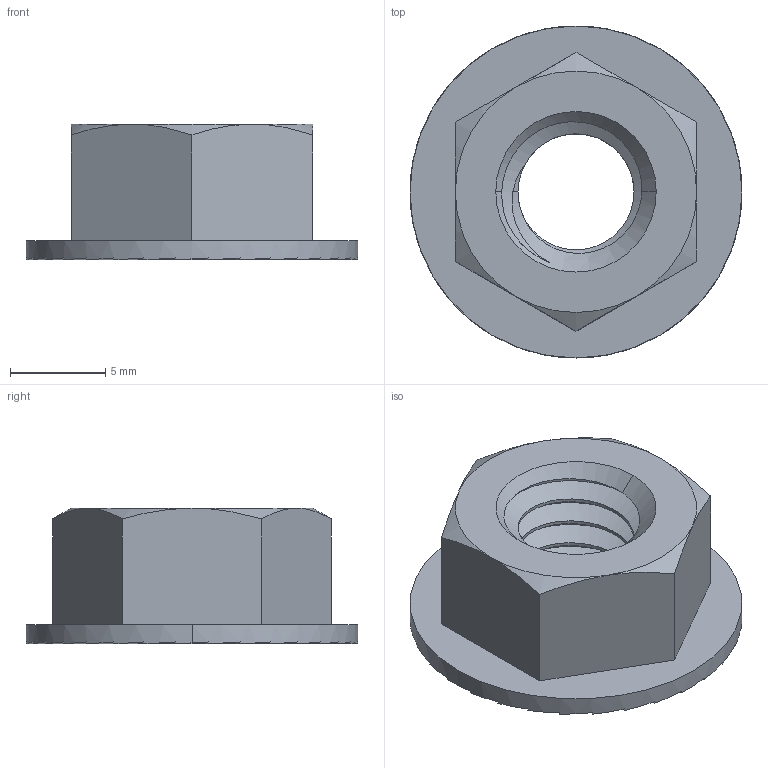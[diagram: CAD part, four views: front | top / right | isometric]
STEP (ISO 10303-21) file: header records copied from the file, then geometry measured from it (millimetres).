
FILE_DESCRIPTION (( 'STEP AP203' ), '1' );
FILE_NAME ('99904A102_Medium-Strength Steel Serrated Flange Locknut (2)_99904A102_sldprt.STEP', '2023-01-20T01:39:15', ( '' ), ( '' ), 'SwSTEP 2.0', 'SolidWorks 2022', '' );
FILE_SCHEMA (( 'CONFIG_CONTROL_DESIGN' ));
Length unit declared in the file: inch
Products named in the file (1): 99904A102_Medium-Strength Steel Serrated Flange Locknut (2)_99904A102_sldprt
Bounding box: 17.46 x 17.46 x 7.14 mm (x, y, z)
Volume: 798.4 mm3; surface area: 963.1 mm2
Topology: 1 solids, 1 shells, 110 faces, 314 edges, 207 vertices
Faces by surface type: plane 73, cylinder 23, cone 12, bspline 2
Entity records: 4290 total; most frequent: CARTESIAN_POINT 1687, ORIENTED_EDGE 628, DIRECTION 423, EDGE_CURVE 314, VERTEX_POINT 207, LINE 167, VECTOR 167, AXIS2_PLACEMENT_3D 128
